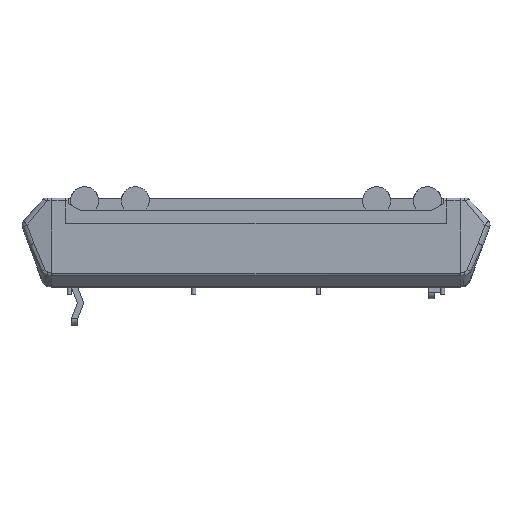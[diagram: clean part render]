
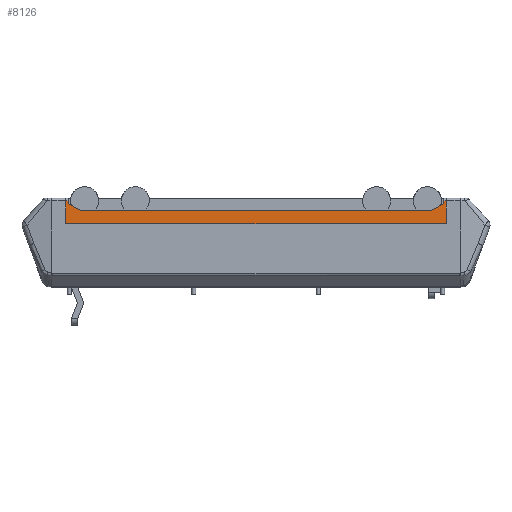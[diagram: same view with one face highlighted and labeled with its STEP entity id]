
A CAD part, front view. The second image highlights one B-rep face of the part: STEP entity #8126.
In plain terms, the highlighted planar face has unit normal (0, -1, 0).
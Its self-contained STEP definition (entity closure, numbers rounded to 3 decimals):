
#459 = CARTESIAN_POINT ( 'NONE',  ( -15559.328, -1425., -550. ) ) ;
#1412 = CARTESIAN_POINT ( 'NONE',  ( -15300.994, -1425., -752.172 ) ) ;
#2392 = CARTESIAN_POINT ( 'NONE',  ( -659.328, -1425., -660.759 ) ) ;
#2399 = EDGE_CURVE ( 'NONE', #22171, #15406, #16054, .T. ) ;
#2627 = ORIENTED_EDGE ( 'NONE', *, *, #2399, .F. ) ;
#2882 = CARTESIAN_POINT ( 'NONE',  ( -592.661, -1425., -550. ) ) ;
#3362 = CARTESIAN_POINT ( 'NONE',  ( -1134.328, -1425., -935. ) ) ;
#3767 = CARTESIAN_POINT ( 'NONE',  ( -15559.328, -1425., -550. ) ) ;
#4123 = VERTEX_POINT ( 'NONE', #6860 ) ;
#4124 = CARTESIAN_POINT ( 'NONE',  ( -15459.328, -1425., -550. ) ) ;
#4161 = ORIENTED_EDGE ( 'NONE', *, *, #13002, .T. ) ;
#4328 = CARTESIAN_POINT ( 'NONE',  ( -14984.328, -1425., -935. ) ) ;
#4341 = EDGE_CURVE ( 'NONE', #15406, #18037, #14248, .T. ) ;
#4384 = CARTESIAN_POINT ( 'NONE',  ( -15459.328, -1425., -623.839 ) ) ;
#4871 = B_SPLINE_CURVE_WITH_KNOTS ( 'NONE', 3,
 ( #8640, #2882, #20274, #14301 ),
 .UNSPECIFIED., .F., .F.,
 ( 4, 4 ),
 ( 0., 1. ),
 .UNSPECIFIED. ) ;
#4920 = CARTESIAN_POINT ( 'NONE',  ( -10559.328, -1425., -1450. ) ) ;
#4928 = B_SPLINE_CURVE_WITH_KNOTS ( 'NONE', 3,
 ( #23957, #6819, #20923, #3767 ),
 .UNSPECIFIED., .F., .F.,
 ( 4, 4 ),
 ( 0., 1. ),
 .UNSPECIFIED. ) ;
#5441 = VERTEX_POINT ( 'NONE', #9877 ) ;
#5477 = ORIENTED_EDGE ( 'NONE', *, *, #13290, .T. ) ;
#5580 = B_SPLINE_CURVE_WITH_KNOTS ( 'NONE', 3,
 ( #4328, #12051, #1412, #24307 ),
 .UNSPECIFIED., .F., .F.,
 ( 4, 4 ),
 ( 0., 1. ),
 .UNSPECIFIED. ) ;
#5837 = EDGE_CURVE ( 'NONE', #22171, #10017, #5580, .T. ) ;
#6003 = CARTESIAN_POINT ( 'NONE',  ( -15459.328, -1425., -660.759 ) ) ;
#6034 = CARTESIAN_POINT ( 'NONE',  ( -659.328, -1425., -623.839 ) ) ;
#6045 = CARTESIAN_POINT ( 'NONE',  ( -1134.328, -1425., -935. ) ) ;
#6200 = CARTESIAN_POINT ( 'NONE',  ( -15559.328, -1425., -1150. ) ) ;
#6540 = CARTESIAN_POINT ( 'NONE',  ( -15559.328, -1425., -1450. ) ) ;
#6819 = CARTESIAN_POINT ( 'NONE',  ( -15492.661, -1425., -550. ) ) ;
#6860 = CARTESIAN_POINT ( 'NONE',  ( -15559.328, -1425., -1450. ) ) ;
#7075 = ORIENTED_EDGE ( 'NONE', *, *, #17559, .T. ) ;
#7114 = CARTESIAN_POINT ( 'NONE',  ( -659.328, -1425., -550. ) ) ;
#7800 = CARTESIAN_POINT ( 'NONE',  ( -659.328, -1425., -660.759 ) ) ;
#8064 = CARTESIAN_POINT ( 'NONE',  ( -15559.328, -1425., -850. ) ) ;
#8126 = ADVANCED_FACE ( 'NONE', ( #23411 ), #8385, .T. ) ;
#8305 = AXIS2_PLACEMENT_3D ( 'NONE', #16022, #11886, #12743 ) ;
#8385 = PLANE ( 'NONE',  #8305 ) ;
#8414 = CARTESIAN_POINT ( 'NONE',  ( -975.994, -1425., -843.586 ) ) ;
#8640 = CARTESIAN_POINT ( 'NONE',  ( -559.328, -1425., -550. ) ) ;
#8664 = CARTESIAN_POINT ( 'NONE',  ( -5559.328, -1425., -1450. ) ) ;
#8671 = ORIENTED_EDGE ( 'NONE', *, *, #18712, .T. ) ;
#9877 = CARTESIAN_POINT ( 'NONE',  ( -559.328, -1425., -550. ) ) ;
#10017 = VERTEX_POINT ( 'NONE', #18323 ) ;
#10504 = B_SPLINE_CURVE_WITH_KNOTS ( 'NONE', 3,
 ( #459, #8064, #6200, #13834 ),
 .UNSPECIFIED., .F., .F.,
 ( 4, 4 ),
 ( 0., 1. ),
 .UNSPECIFIED. ) ;
#11552 = B_SPLINE_CURVE_WITH_KNOTS ( 'NONE', 3,
 ( #6540, #4920, #8664, #16445 ),
 .UNSPECIFIED., .F., .F.,
 ( 4, 4 ),
 ( 0., 1. ),
 .UNSPECIFIED. ) ;
#11886 = DIRECTION ( 'NONE',  ( 0., -1., 0. ) ) ;
#12051 = CARTESIAN_POINT ( 'NONE',  ( -15142.661, -1425., -843.586 ) ) ;
#12174 = B_SPLINE_CURVE_WITH_KNOTS ( 'NONE', 3,
 ( #6003, #4384, #23269, #4124 ),
 .UNSPECIFIED., .F., .F.,
 ( 4, 4 ),
 ( 0., 1. ),
 .UNSPECIFIED. ) ;
#12224 = VERTEX_POINT ( 'NONE', #7114 ) ;
#12284 = ORIENTED_EDGE ( 'NONE', *, *, #18564, .T. ) ;
#12743 = DIRECTION ( 'NONE',  ( 0., 0., -1. ) ) ;
#12881 = CARTESIAN_POINT ( 'NONE',  ( -14984.328, -1425., -935. ) ) ;
#13002 = EDGE_CURVE ( 'NONE', #20379, #5441, #18299, .T. ) ;
#13290 = EDGE_CURVE ( 'NONE', #21479, #4123, #10504, .T. ) ;
#13361 = CARTESIAN_POINT ( 'NONE',  ( -559.328, -1425., -1150. ) ) ;
#13827 = EDGE_CURVE ( 'NONE', #5441, #12224, #4871, .T. ) ;
#13834 = CARTESIAN_POINT ( 'NONE',  ( -15559.328, -1425., -1450. ) ) ;
#14186 = CARTESIAN_POINT ( 'NONE',  ( -817.661, -1425., -752.172 ) ) ;
#14205 = ORIENTED_EDGE ( 'NONE', *, *, #4341, .F. ) ;
#14248 = B_SPLINE_CURVE_WITH_KNOTS ( 'NONE', 3,
 ( #20289, #8414, #14186, #20160 ),
 .UNSPECIFIED., .F., .F.,
 ( 4, 4 ),
 ( 0., 1. ),
 .UNSPECIFIED. ) ;
#14301 = CARTESIAN_POINT ( 'NONE',  ( -659.328, -1425., -550. ) ) ;
#15406 = VERTEX_POINT ( 'NONE', #6045 ) ;
#16022 = CARTESIAN_POINT ( 'NONE',  ( -15559.328, -1425., -550. ) ) ;
#16054 = B_SPLINE_CURVE_WITH_KNOTS ( 'NONE', 3,
 ( #12881, #22280, #20511, #3362 ),
 .UNSPECIFIED., .F., .F.,
 ( 4, 4 ),
 ( 0., 1. ),
 .UNSPECIFIED. ) ;
#16445 = CARTESIAN_POINT ( 'NONE',  ( -559.328, -1425., -1450. ) ) ;
#16731 = CARTESIAN_POINT ( 'NONE',  ( -15559.328, -1425., -550. ) ) ;
#16858 = ORIENTED_EDGE ( 'NONE', *, *, #21784, .T. ) ;
#17201 = EDGE_LOOP ( 'NONE', ( #8671, #14205, #2627, #22289, #7075, #16858, #5477, #12284, #4161, #18811 ) ) ;
#17239 = CARTESIAN_POINT ( 'NONE',  ( -559.328, -1425., -550. ) ) ;
#17559 = EDGE_CURVE ( 'NONE', #10017, #19588, #12174, .T. ) ;
#18037 = VERTEX_POINT ( 'NONE', #7800 ) ;
#18299 = B_SPLINE_CURVE_WITH_KNOTS ( 'NONE', 3,
 ( #20999, #13361, #23130, #17239 ),
 .UNSPECIFIED., .F., .F.,
 ( 4, 4 ),
 ( 0., 1. ),
 .UNSPECIFIED. ) ;
#18323 = CARTESIAN_POINT ( 'NONE',  ( -15459.328, -1425., -660.759 ) ) ;
#18403 = CARTESIAN_POINT ( 'NONE',  ( -14984.328, -1425., -935. ) ) ;
#18564 = EDGE_CURVE ( 'NONE', #4123, #20379, #11552, .T. ) ;
#18712 = EDGE_CURVE ( 'NONE', #12224, #18037, #22610, .T. ) ;
#18811 = ORIENTED_EDGE ( 'NONE', *, *, #13827, .T. ) ;
#19176 = CARTESIAN_POINT ( 'NONE',  ( -659.328, -1425., -586.92 ) ) ;
#19522 = CARTESIAN_POINT ( 'NONE',  ( -15459.328, -1425., -550. ) ) ;
#19588 = VERTEX_POINT ( 'NONE', #19522 ) ;
#20160 = CARTESIAN_POINT ( 'NONE',  ( -659.328, -1425., -660.759 ) ) ;
#20274 = CARTESIAN_POINT ( 'NONE',  ( -625.994, -1425., -550. ) ) ;
#20289 = CARTESIAN_POINT ( 'NONE',  ( -1134.328, -1425., -935. ) ) ;
#20379 = VERTEX_POINT ( 'NONE', #23463 ) ;
#20511 = CARTESIAN_POINT ( 'NONE',  ( -5750.994, -1425., -935. ) ) ;
#20923 = CARTESIAN_POINT ( 'NONE',  ( -15525.994, -1425., -550. ) ) ;
#20999 = CARTESIAN_POINT ( 'NONE',  ( -559.328, -1425., -1450. ) ) ;
#21479 = VERTEX_POINT ( 'NONE', #16731 ) ;
#21653 = CARTESIAN_POINT ( 'NONE',  ( -659.328, -1425., -550. ) ) ;
#21784 = EDGE_CURVE ( 'NONE', #19588, #21479, #4928, .T. ) ;
#22171 = VERTEX_POINT ( 'NONE', #18403 ) ;
#22280 = CARTESIAN_POINT ( 'NONE',  ( -10367.661, -1425., -935. ) ) ;
#22289 = ORIENTED_EDGE ( 'NONE', *, *, #5837, .T. ) ;
#22610 = B_SPLINE_CURVE_WITH_KNOTS ( 'NONE', 3,
 ( #21653, #19176, #6034, #2392 ),
 .UNSPECIFIED., .F., .F.,
 ( 4, 4 ),
 ( 0., 1. ),
 .UNSPECIFIED. ) ;
#23130 = CARTESIAN_POINT ( 'NONE',  ( -559.328, -1425., -850. ) ) ;
#23269 = CARTESIAN_POINT ( 'NONE',  ( -15459.328, -1425., -586.92 ) ) ;
#23411 = FACE_OUTER_BOUND ( 'NONE', #17201, .T. ) ;
#23463 = CARTESIAN_POINT ( 'NONE',  ( -559.328, -1425., -1450. ) ) ;
#23957 = CARTESIAN_POINT ( 'NONE',  ( -15459.328, -1425., -550. ) ) ;
#24307 = CARTESIAN_POINT ( 'NONE',  ( -15459.328, -1425., -660.759 ) ) ;
